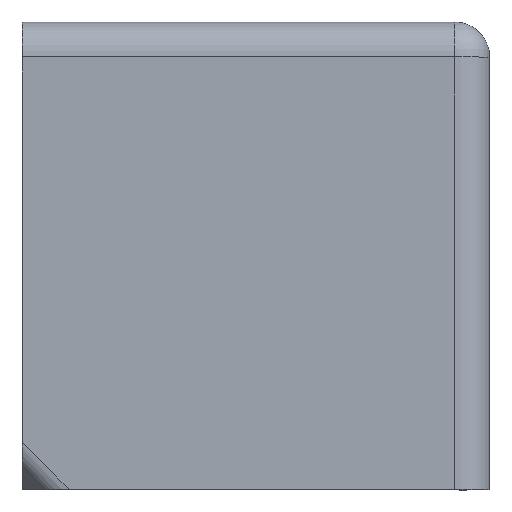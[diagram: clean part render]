
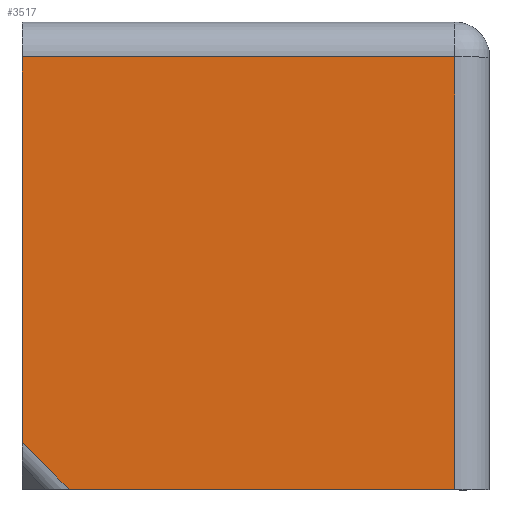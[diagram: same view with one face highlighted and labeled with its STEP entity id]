
A CAD part, top view. The second image highlights one B-rep face of the part: STEP entity #3517.
In plain terms, the highlighted planar face has unit normal (0, 0, 1).
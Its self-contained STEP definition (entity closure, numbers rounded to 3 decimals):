
#866 = LINE ( 'NONE', #2756, #2208 ) ;
#960 = EDGE_CURVE ( 'NONE', #4865, #3261, #4736, .T. ) ;
#1063 = EDGE_CURVE ( 'NONE', #3637, #4865, #3484, .T. ) ;
#1158 = PLANE ( 'NONE',  #7340 ) ;
#1778 = EDGE_CURVE ( 'NONE', #2939, #6219, #3748, .T. ) ;
#1845 = CARTESIAN_POINT ( 'NONE',  ( -18., 0., 0. ) ) ;
#1892 = ORIENTED_EDGE ( 'NONE', *, *, #960, .T. ) ;
#1905 = ORIENTED_EDGE ( 'NONE', *, *, #1063, .T. ) ;
#2032 = VECTOR ( 'NONE', #7158, 1000. ) ;
#2175 = VECTOR ( 'NONE', #2455, 1000. ) ;
#2208 = VECTOR ( 'NONE', #5055, 1000. ) ;
#2416 = VECTOR ( 'NONE', #3137, 1000. ) ;
#2455 = DIRECTION ( 'NONE',  ( 0.707, -0.707, 0. ) ) ;
#2480 = ORIENTED_EDGE ( 'NONE', *, *, #1778, .T. ) ;
#2756 = CARTESIAN_POINT ( 'NONE',  ( -1.5, 0., 0. ) ) ;
#2875 = VECTOR ( 'NONE', #5840, 1000. ) ;
#2903 = CARTESIAN_POINT ( 'NONE',  ( 0., 0., 0. ) ) ;
#2939 = VERTEX_POINT ( 'NONE', #6203 ) ;
#3137 = DIRECTION ( 'NONE',  ( -1., 0., 0. ) ) ;
#3261 = VERTEX_POINT ( 'NONE', #5420 ) ;
#3466 = DIRECTION ( 'NONE',  ( 1., 0., 0. ) ) ;
#3484 = LINE ( 'NONE', #4193, #2175 ) ;
#3515 = LINE ( 'NONE', #4870, #2032 ) ;
#3517 = ADVANCED_FACE ( 'NONE', ( #6982 ), #1158, .T. ) ;
#3637 = VERTEX_POINT ( 'NONE', #5133 ) ;
#3748 = LINE ( 'NONE', #4375, #2416 ) ;
#3862 = EDGE_CURVE ( 'NONE', #6219, #3637, #3515, .T. ) ;
#4138 = CARTESIAN_POINT ( 'NONE',  ( 0., 0., 0. ) ) ;
#4193 = CARTESIAN_POINT ( 'NONE',  ( -18.293, 0.293, 0. ) ) ;
#4375 = CARTESIAN_POINT ( 'NONE',  ( 0., 18.5, 0. ) ) ;
#4736 = LINE ( 'NONE', #4138, #2875 ) ;
#4865 = VERTEX_POINT ( 'NONE', #1845 ) ;
#4870 = CARTESIAN_POINT ( 'NONE',  ( -20., 0., 0. ) ) ;
#5055 = DIRECTION ( 'NONE',  ( 0., 1., 0. ) ) ;
#5116 = EDGE_CURVE ( 'NONE', #3261, #2939, #866, .T. ) ;
#5133 = CARTESIAN_POINT ( 'NONE',  ( -20., 2., 0. ) ) ;
#5420 = CARTESIAN_POINT ( 'NONE',  ( -1.5, 0., 0. ) ) ;
#5675 = CARTESIAN_POINT ( 'NONE',  ( -20., 18.5, 0. ) ) ;
#5840 = DIRECTION ( 'NONE',  ( 1., 0., 0. ) ) ;
#6203 = CARTESIAN_POINT ( 'NONE',  ( -1.5, 18.5, 0. ) ) ;
#6219 = VERTEX_POINT ( 'NONE', #5675 ) ;
#6255 = EDGE_LOOP ( 'NONE', ( #6410, #1905, #1892, #6556, #2480 ) ) ;
#6410 = ORIENTED_EDGE ( 'NONE', *, *, #3862, .T. ) ;
#6556 = ORIENTED_EDGE ( 'NONE', *, *, #5116, .T. ) ;
#6875 = DIRECTION ( 'NONE',  ( 0., 0., 1. ) ) ;
#6982 = FACE_OUTER_BOUND ( 'NONE', #6255, .T. ) ;
#7158 = DIRECTION ( 'NONE',  ( 0., -1., 0. ) ) ;
#7340 = AXIS2_PLACEMENT_3D ( 'NONE', #2903, #6875, #3466 ) ;
